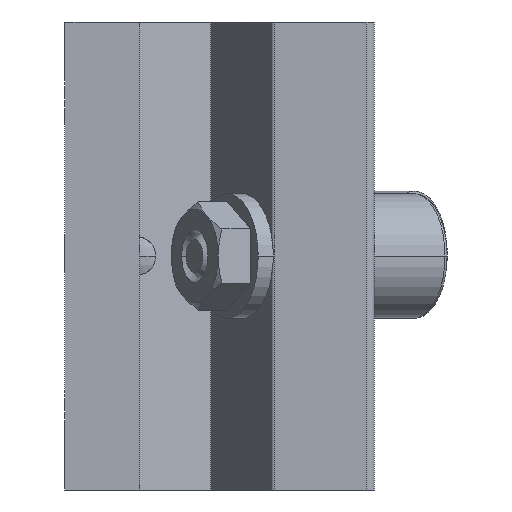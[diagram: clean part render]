
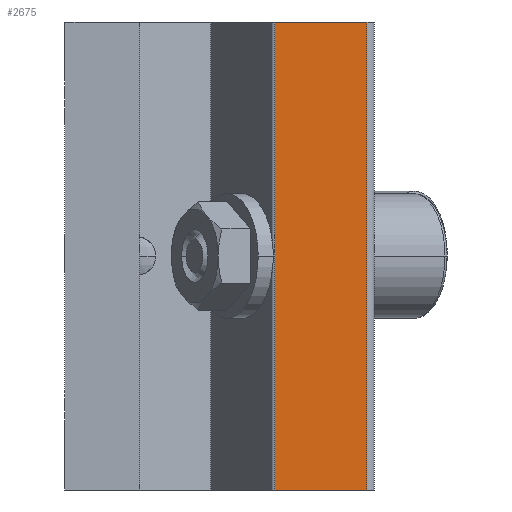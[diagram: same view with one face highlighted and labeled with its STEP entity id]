
A CAD part, left-side view. The second image highlights one B-rep face of the part: STEP entity #2675.
In plain terms, the highlighted planar face has unit normal (-1, 0, 0).
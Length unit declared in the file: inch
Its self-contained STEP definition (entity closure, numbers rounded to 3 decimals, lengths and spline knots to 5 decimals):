
#68 = DIRECTION ( 'NONE',  ( 0., -1., 0. ) ) ;
#348 = FACE_OUTER_BOUND ( 'NONE', #4199, .T. ) ;
#512 = ORIENTED_EDGE ( 'NONE', *, *, #1999, .F. ) ;
#752 = LINE ( 'NONE', #6015, #6197 ) ;
#792 = CARTESIAN_POINT ( 'NONE',  ( -1.0625, 0.09671, -0.9375 ) ) ;
#1634 = CARTESIAN_POINT ( 'NONE',  ( -1.0625, -0.273, 0.9375 ) ) ;
#1639 = EDGE_CURVE ( 'NONE', #6937, #7026, #5309, .T. ) ;
#1668 = ORIENTED_EDGE ( 'NONE', *, *, #7406, .T. ) ;
#1999 = EDGE_CURVE ( 'NONE', #7564, #6937, #752, .T. ) ;
#2286 = VERTEX_POINT ( 'NONE', #6366 ) ;
#2675 = ADVANCED_FACE ( 'NONE', ( #348 ), #3363, .F. ) ;
#2841 = AXIS2_PLACEMENT_3D ( 'NONE', #9470, #4926, #7841 ) ;
#3053 = VECTOR ( 'NONE', #68, 39.37008 ) ;
#3363 = PLANE ( 'NONE',  #2841 ) ;
#3812 = CARTESIAN_POINT ( 'NONE',  ( -1.0625, 0.09671, 0.9375 ) ) ;
#3819 = ORIENTED_EDGE ( 'NONE', *, *, #8188, .T. ) ;
#4199 = EDGE_LOOP ( 'NONE', ( #5105, #512, #3819, #1668 ) ) ;
#4301 = VECTOR ( 'NONE', #9235, 39.37008 ) ;
#4694 = LINE ( 'NONE', #792, #3053 ) ;
#4926 = DIRECTION ( 'NONE',  ( 1., 0., 0. ) ) ;
#5105 = ORIENTED_EDGE ( 'NONE', *, *, #1639, .F. ) ;
#5309 = LINE ( 'NONE', #6879, #8093 ) ;
#6015 = CARTESIAN_POINT ( 'NONE',  ( -1.0625, 0.09671, -0.9375 ) ) ;
#6197 = VECTOR ( 'NONE', #6713, 39.37008 ) ;
#6366 = CARTESIAN_POINT ( 'NONE',  ( -1.0625, -0.273, -0.9375 ) ) ;
#6713 = DIRECTION ( 'NONE',  ( 0., 0., 1. ) ) ;
#6879 = CARTESIAN_POINT ( 'NONE',  ( -1.0625, 0.09671, 0.9375 ) ) ;
#6937 = VERTEX_POINT ( 'NONE', #3812 ) ;
#7026 = VERTEX_POINT ( 'NONE', #1634 ) ;
#7135 = LINE ( 'NONE', #8529, #4301 ) ;
#7406 = EDGE_CURVE ( 'NONE', #2286, #7026, #7135, .T. ) ;
#7564 = VERTEX_POINT ( 'NONE', #9516 ) ;
#7619 = DIRECTION ( 'NONE',  ( 0., -1., 0. ) ) ;
#7841 = DIRECTION ( 'NONE',  ( 0., 1., 0. ) ) ;
#8093 = VECTOR ( 'NONE', #7619, 39.37008 ) ;
#8188 = EDGE_CURVE ( 'NONE', #7564, #2286, #4694, .T. ) ;
#8529 = CARTESIAN_POINT ( 'NONE',  ( -1.0625, -0.273, -0.9375 ) ) ;
#9235 = DIRECTION ( 'NONE',  ( 0., 0., 1. ) ) ;
#9470 = CARTESIAN_POINT ( 'NONE',  ( -1.0625, -0.113, 4.9375 ) ) ;
#9516 = CARTESIAN_POINT ( 'NONE',  ( -1.0625, 0.09671, -0.9375 ) ) ;
